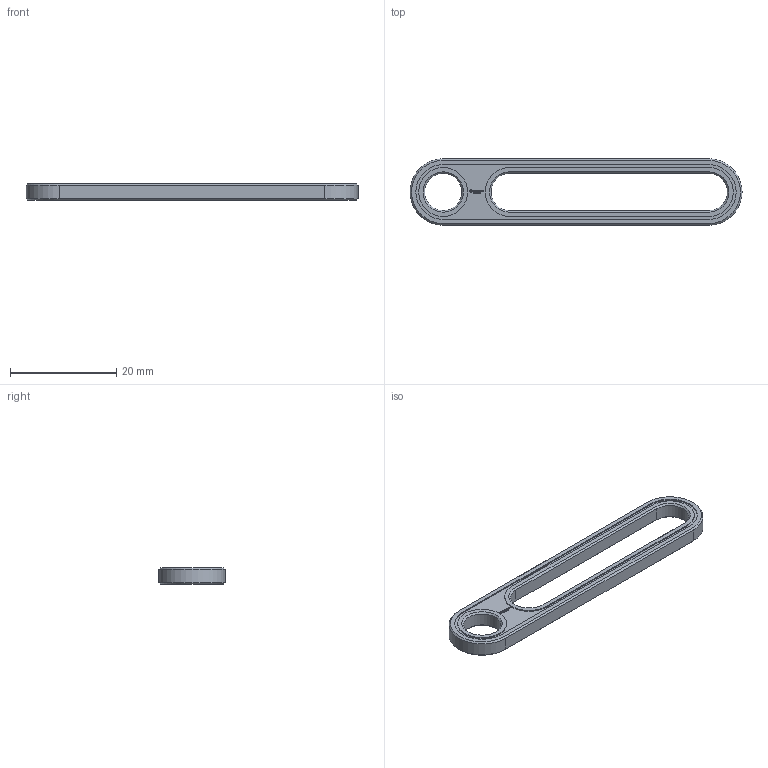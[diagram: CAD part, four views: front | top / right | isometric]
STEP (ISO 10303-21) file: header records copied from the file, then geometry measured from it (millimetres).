
FILE_DESCRIPTION(('FreeCAD Model'),'2;1');
FILE_NAME('Open CASCADE Shape Model','2021-02-23T23:18:50',( 'Paulo Kiefe'),('STEMFIE.org'),'Open CASCADE STEP processor 7.4', 'FreeCAD','Unknown');
FILE_SCHEMA(('AUTOMOTIVE_DESIGN { 1 0 10303 214 1 1 1 1 }'));
Length unit declared in the file: millimetre
Products named in the file (1): Brace_STR_SLT_SE_ERR_-_BU05x01x00.25x04_SPN-BRC-0127_(stemfie.org)
Bounding box: 62.5 x 12.5 x 3.12 mm (x, y, z)
Volume: 1228.4 mm3; surface area: 1587 mm2
Topology: 1 solids, 1 shells, 517 faces, 1423 edges, 943 vertices
Faces by surface type: plane 337, extrusion 160, cylinder 10, cone 10
Full cylindrical faces by diameter (mm): 7 x1, 9.2 x1
Entity records: 35955 total; most frequent: CARTESIAN_POINT 8673, DIRECTION 4373, VECTOR 3577, LINE 3417, ORIENTED_EDGE 2846, PCURVE 2846, DEFINITIONAL_REPRESENTATION 2846, EDGE_CURVE 1423
